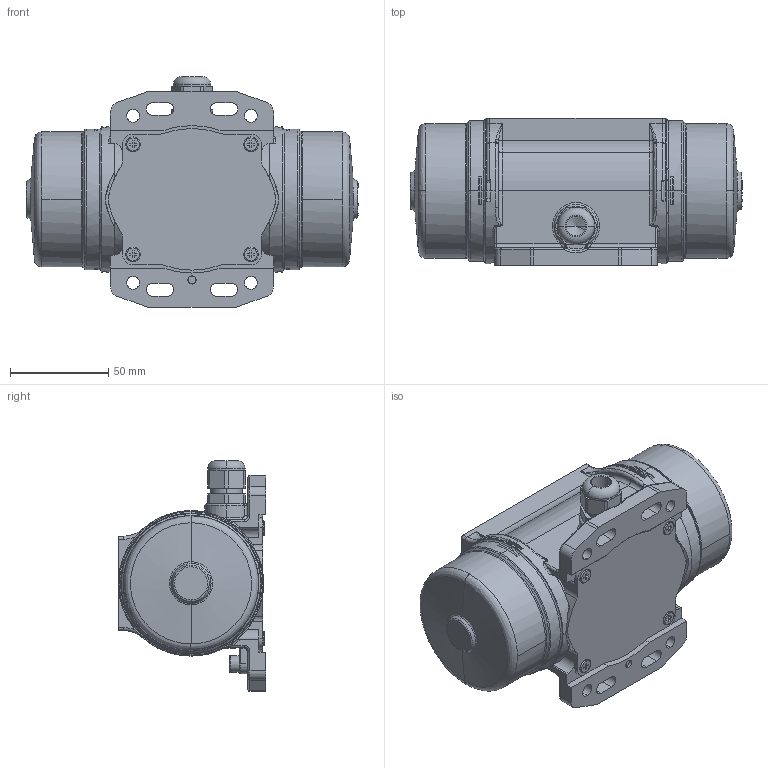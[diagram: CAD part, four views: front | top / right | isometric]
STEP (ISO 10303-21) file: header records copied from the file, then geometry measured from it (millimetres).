
FILE_DESCRIPTION (( 'STEP AP214' ), '1' );
FILE_NAME ('NEA-NEG 5050.STEP', '2010-10-12T10:01:00', ( ' ' ), ( ' ' ), 'SwSTEP 2.0', 'SolidWorks 2010', '' );
FILE_SCHEMA (( 'AUTOMOTIVE_DESIGN' ));
Length unit declared in the file: millimetre
Products named in the file (1): NEA-NEG 5050
Bounding box: 169 x 75 x 117.5 mm (x, y, z)
Volume: 699136.1 mm3; surface area: 63364.2 mm2
Topology: 1 solids, 1 shells, 627 faces, 1630 edges, 1023 vertices
Faces by surface type: plane 255, cylinder 207, torus 75, bspline 56, cone 32, sphere 2
Entity records: 34290 total; most frequent: CARTESIAN_POINT 12073, ORIENTED_EDGE 3236, DIRECTION 3211, EDGE_CURVE 1618, AXIS2_PLACEMENT_3D 1199, VERTEX_POINT 1023, VECTOR 813, LINE 813
